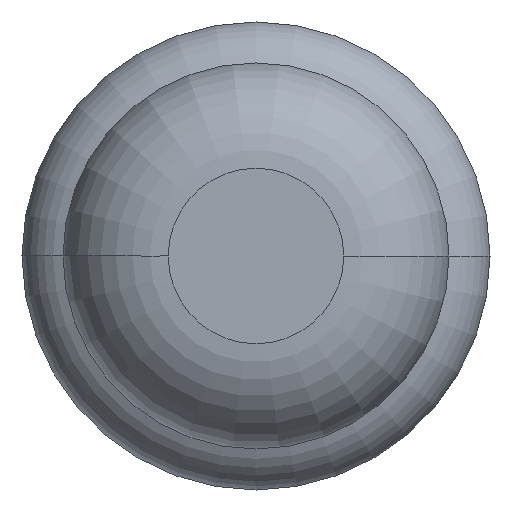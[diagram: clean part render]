
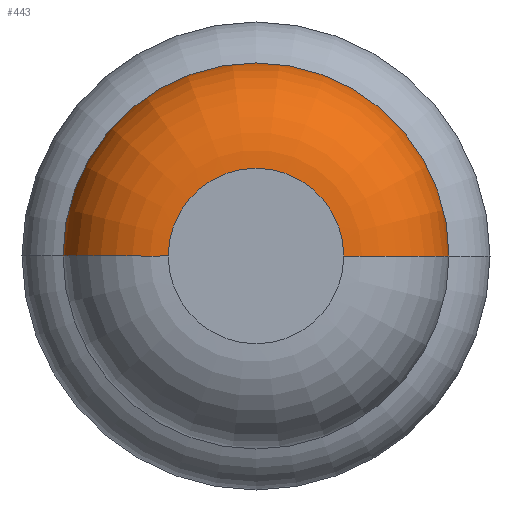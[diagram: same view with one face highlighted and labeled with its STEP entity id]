
A CAD part, front view. The second image highlights one B-rep face of the part: STEP entity #443.
In plain terms, the highlighted toroidal (fillet/blend) face has major radius 0.375 mm and minor radius 0.45 mm.
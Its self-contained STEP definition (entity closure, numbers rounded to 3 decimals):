
#32 = CARTESIAN_POINT ( 'NONE',  ( 0.375, -31.55, 0. ) ) ;
#178 = CARTESIAN_POINT ( 'NONE',  ( 0.825, -31.55, 0. ) ) ;
#257 = DIRECTION ( 'NONE',  ( 1., 0., 0. ) ) ;
#376 = ORIENTED_EDGE ( 'NONE', *, *, #711, .T. ) ;
#443 = ADVANCED_FACE ( 'Defeature ausgef�hrt1_8', ( #2833 ), #3097, .T. ) ;
#571 = CIRCLE ( 'NONE', #4073, 0.825 ) ;
#711 = EDGE_CURVE ( 'Defeature ausgef�hrt1_8+Defeature ausgef�hrt1_9+Defeature ausgef�hrt1_9+Defeature ausgef�hrt1_9', #1750, #2981, #571, .T. ) ;
#972 = CARTESIAN_POINT ( 'NONE',  ( -0.825, -31.55, 0. ) ) ;
#1253 = CARTESIAN_POINT ( 'NONE',  ( 0., -31.55, 0. ) ) ;
#1354 = DIRECTION ( 'NONE',  ( 0., 0., 1. ) ) ;
#1452 = CARTESIAN_POINT ( 'NONE',  ( 0.375, -32., 0. ) ) ;
#1463 = DIRECTION ( 'NONE',  ( 1., 0., 0. ) ) ;
#1600 = EDGE_CURVE ( 'Defeature ausgef�hrt1_7+Defeature ausgef�hrt1_8+Defeature ausgef�hrt1_8+Defeature ausgef�hrt1_8', #3922, #3946, #3717, .T. ) ;
#1750 = VERTEX_POINT ( 'NONE', #178 ) ;
#1769 = AXIS2_PLACEMENT_3D ( 'NONE', #3122, #1354, #2770 ) ;
#1785 = CIRCLE ( 'NONE', #1769, 0.45 ) ;
#1806 = ORIENTED_EDGE ( 'NONE', *, *, #4063, .T. ) ;
#1960 = AXIS2_PLACEMENT_3D ( 'NONE', #3379, #3721, #3703 ) ;
#2061 = ORIENTED_EDGE ( 'NONE', *, *, #1600, .F. ) ;
#2700 = EDGE_CURVE ( 'NONE', #1750, #3922, #2931, .T. ) ;
#2770 = DIRECTION ( 'NONE',  ( 1., 0., 0. ) ) ;
#2833 = FACE_OUTER_BOUND ( 'NONE', #3514, .T. ) ;
#2931 = CIRCLE ( 'NONE', #4187, 0.45 ) ;
#2940 = ORIENTED_EDGE ( 'NONE', *, *, #2700, .F. ) ;
#2981 = VERTEX_POINT ( 'NONE', #972 ) ;
#3097 = TOROIDAL_SURFACE ( 'NONE', #3443, 0.375, 0.45 ) ;
#3122 = CARTESIAN_POINT ( 'NONE',  ( -0.375, -31.55, 0. ) ) ;
#3159 = CARTESIAN_POINT ( 'NONE',  ( 0., -31.55, 0. ) ) ;
#3210 = CARTESIAN_POINT ( 'NONE',  ( -0.375, -32., 0. ) ) ;
#3379 = CARTESIAN_POINT ( 'NONE',  ( 0., -32., 0. ) ) ;
#3422 = DIRECTION ( 'NONE',  ( -1., 0., 0. ) ) ;
#3443 = AXIS2_PLACEMENT_3D ( 'NONE', #1253, #4357, #257 ) ;
#3505 = DIRECTION ( 'NONE',  ( 0., -1., 0. ) ) ;
#3514 = EDGE_LOOP ( 'NONE', ( #376, #1806, #2061, #2940 ) ) ;
#3703 = DIRECTION ( 'NONE',  ( 1., 0., 0. ) ) ;
#3717 = CIRCLE ( 'NONE', #1960, 0.375 ) ;
#3721 = DIRECTION ( 'NONE',  ( 0., -1., 0. ) ) ;
#3922 = VERTEX_POINT ( 'NONE', #1452 ) ;
#3946 = VERTEX_POINT ( 'NONE', #3210 ) ;
#4063 = EDGE_CURVE ( 'NONE', #2981, #3946, #1785, .T. ) ;
#4068 = DIRECTION ( 'NONE',  ( 0., 0., -1. ) ) ;
#4073 = AXIS2_PLACEMENT_3D ( 'NONE', #3159, #3505, #1463 ) ;
#4187 = AXIS2_PLACEMENT_3D ( 'NONE', #32, #4068, #3422 ) ;
#4357 = DIRECTION ( 'NONE',  ( 0., -1., 0. ) ) ;
